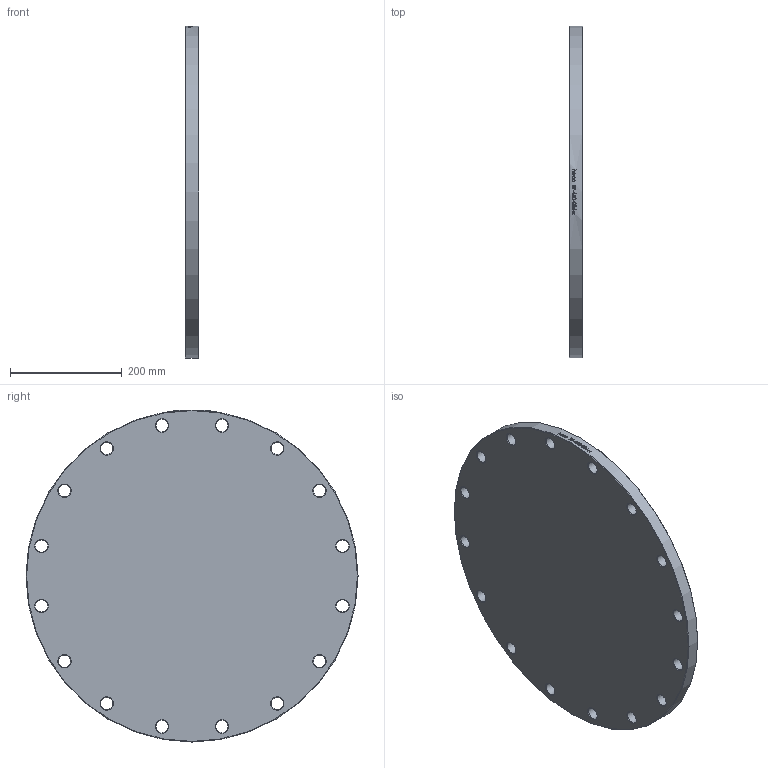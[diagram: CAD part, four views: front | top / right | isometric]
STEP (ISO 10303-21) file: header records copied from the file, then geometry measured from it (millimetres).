
FILE_DESCRIPTION (( 'STEP AP214' ), '1' );
FILE_NAME ('BF-450-006-x Blindflansch PN6 DIN2527 EN1092 2103.STEP', '2021-03-04T08:51:35', ( '' ), ( '' ), 'SwSTEP 2.0', 'SolidWorks 2019', '' );
FILE_SCHEMA (( 'AUTOMOTIVE_DESIGN' ));
Length unit declared in the file: millimetre
Products named in the file (1): BF-450-006-x Blindflansch PN6 DIN2527 EN1092 2103
Bounding box: 24 x 595 x 595 mm (x, y, z)
Volume: 6512630.8 mm3; surface area: 611776.3 mm2
Topology: 1 solids, 1 shells, 78 faces, 302 edges, 251 vertices
Faces by surface type: cylinder 42, cone 34, plane 2
Full cylindrical faces by diameter (mm): 22 x16, 595 x1
Entity records: 6759 total; most frequent: CARTESIAN_POINT 4251, ORIENTED_EDGE 468, DIRECTION 389, VERTEX_POINT 234, EDGE_CURVE 234, EDGE_LOOP 186, AXIS2_PLACEMENT_3D 182, B_SPLINE_CURVE_WITH_KNOTS 106
